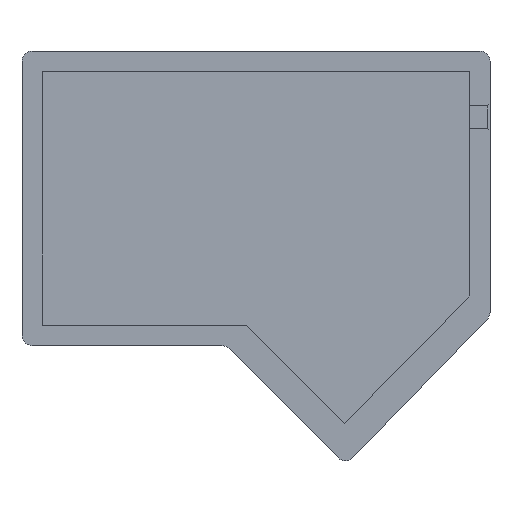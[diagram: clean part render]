
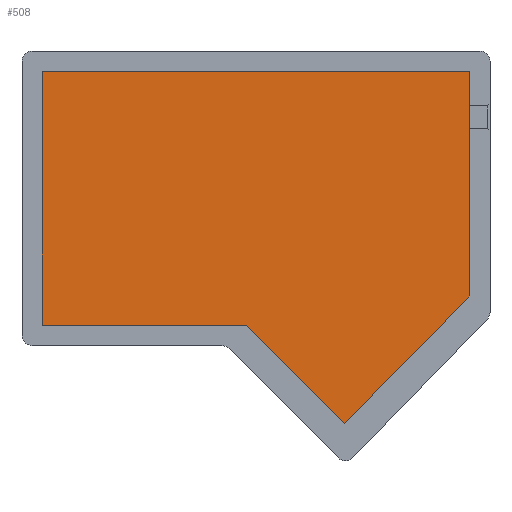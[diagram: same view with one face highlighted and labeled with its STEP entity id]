
A CAD part, front view. The second image highlights one B-rep face of the part: STEP entity #508.
In plain terms, the highlighted planar face has unit normal (0, -1, 0).
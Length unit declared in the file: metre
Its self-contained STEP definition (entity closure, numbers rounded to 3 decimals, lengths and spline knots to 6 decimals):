
#122=ORIENTED_EDGE('',*,*,#215,.F.);
#123=ORIENTED_EDGE('',*,*,#212,.T.);
#124=ORIENTED_EDGE('',*,*,#235,.T.);
#125=ORIENTED_EDGE('',*,*,#218,.T.);
#126=ORIENTED_EDGE('',*,*,#216,.T.);
#127=ORIENTED_EDGE('',*,*,#179,.F.);
#179=EDGE_CURVE('',#252,#253,#300,.T.);
#212=EDGE_CURVE('',#281,#282,#327,.T.);
#215=EDGE_CURVE('',#281,#252,#330,.T.);
#216=EDGE_CURVE('',#283,#253,#331,.T.);
#218=EDGE_CURVE('',#284,#283,#333,.T.);
#235=EDGE_CURVE('',#282,#284,#350,.T.);
#252=VERTEX_POINT('',#722);
#253=VERTEX_POINT('',#724);
#281=VERTEX_POINT('',#788);
#282=VERTEX_POINT('',#789);
#283=VERTEX_POINT('',#796);
#284=VERTEX_POINT('',#800);
#300=LINE('',#723,#361);
#327=LINE('',#787,#388);
#330=LINE('',#793,#391);
#331=LINE('',#795,#392);
#333=LINE('',#799,#394);
#350=LINE('',#833,#411);
#361=VECTOR('',#580,1.);
#388=VECTOR('',#625,1.);
#391=VECTOR('',#630,1.);
#392=VECTOR('',#633,1.);
#394=VECTOR('',#637,1.);
#411=VECTOR('',#666,1.);
#433=EDGE_LOOP('',(#122,#123,#124,#125,#126,#127));
#460=FACE_BOUND('',#433,.T.);
#487=PLANE('',#560);
#508=ADVANCED_FACE('',(#460),#487,.T.);
#560=AXIS2_PLACEMENT_3D('',#841,#681,#682);
#580=DIRECTION('',(0.,0.,-1.));
#625=DIRECTION('',(0.,0.,-1.));
#630=DIRECTION('',(1.,0.,0.));
#633=DIRECTION('',(0.702,0.,0.713));
#637=DIRECTION('',(0.707,0.,-0.707));
#666=DIRECTION('',(1.,0.,0.));
#681=DIRECTION('',(0.,-1.,0.));
#682=DIRECTION('',(1.,0.,0.));
#722=CARTESIAN_POINT('',(0.112253,-0.003,0.048982));
#723=CARTESIAN_POINT('',(0.112253,-0.003,-0.006242));
#724=CARTESIAN_POINT('',(0.112253,-0.003,-0.061466));
#787=CARTESIAN_POINT('',(-0.097872,-0.003,-0.01343));
#788=CARTESIAN_POINT('',(-0.097872,-0.003,0.048982));
#789=CARTESIAN_POINT('',(-0.097872,-0.003,-0.075843));
#793=CARTESIAN_POINT('',(0.00719,-0.003,0.048982));
#795=CARTESIAN_POINT('',(0.081453,-0.003,-0.092754));
#796=CARTESIAN_POINT('',(0.050653,-0.003,-0.124043));
#799=CARTESIAN_POINT('',(0.026553,-0.003,-0.099943));
#800=CARTESIAN_POINT('',(0.002453,-0.003,-0.075843));
#833=CARTESIAN_POINT('',(-0.04771,-0.003,-0.075843));
#841=CARTESIAN_POINT('',(0.00719,-0.003,-0.042862));
